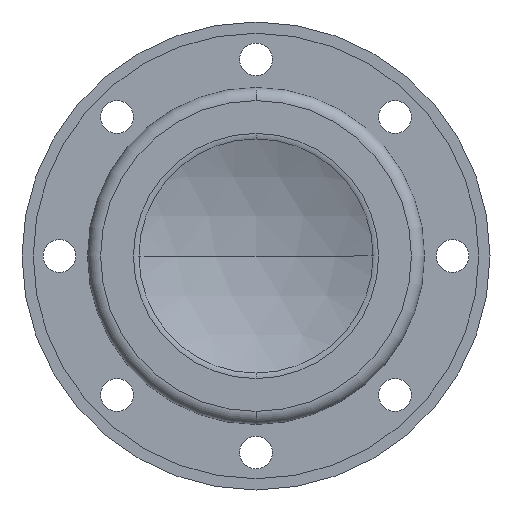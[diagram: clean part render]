
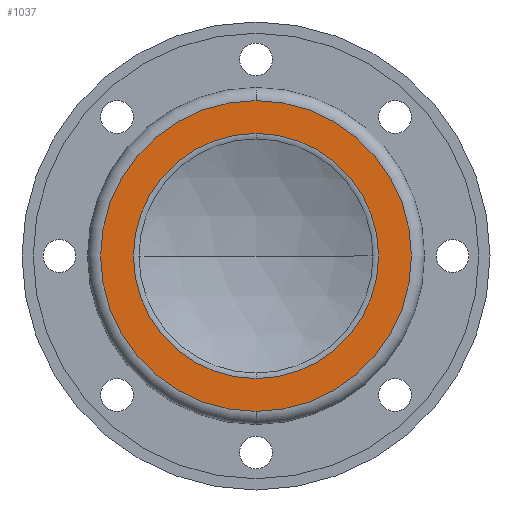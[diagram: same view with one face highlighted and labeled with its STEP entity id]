
A CAD part, front view. The second image highlights one B-rep face of the part: STEP entity #1037.
In plain terms, the highlighted planar face has unit normal (0, -1, 0).
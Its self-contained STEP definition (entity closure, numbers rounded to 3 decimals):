
#69 = AXIS2_PLACEMENT_3D ( 'NONE', #884, #781, #1199 ) ;
#75 = VERTEX_POINT ( 'NONE', #850 ) ;
#118 = CIRCLE ( 'NONE', #304, 83. ) ;
#217 = EDGE_CURVE ( 'NONE', #795, #75, #118, .T. ) ;
#304 = AXIS2_PLACEMENT_3D ( 'NONE', #486, #1178, #579 ) ;
#317 = CIRCLE ( 'NONE', #69, 65.465 ) ;
#386 = EDGE_CURVE ( 'NONE', #75, #795, #1140, .T. ) ;
#418 = DIRECTION ( 'NONE',  ( 0., 0., 1. ) ) ;
#471 = ORIENTED_EDGE ( 'NONE', *, *, #386, .F. ) ;
#486 = CARTESIAN_POINT ( 'NONE',  ( 0., 0., 0. ) ) ;
#510 = PLANE ( 'NONE',  #689 ) ;
#520 = CARTESIAN_POINT ( 'NONE',  ( -65.465, 0., 0. ) ) ;
#551 = CARTESIAN_POINT ( 'NONE',  ( 0., 0., -83. ) ) ;
#579 = DIRECTION ( 'NONE',  ( 0., 0., 1. ) ) ;
#625 = DIRECTION ( 'NONE',  ( 0., 1., 0. ) ) ;
#635 = CARTESIAN_POINT ( 'NONE',  ( 0., 0., -65.465 ) ) ;
#636 = VERTEX_POINT ( 'NONE', #1102 ) ;
#677 = CIRCLE ( 'NONE', #1153, 65.465 ) ;
#686 = AXIS2_PLACEMENT_3D ( 'NONE', #1020, #625, #418 ) ;
#689 = AXIS2_PLACEMENT_3D ( 'NONE', #520, #917, #1341 ) ;
#719 = FACE_BOUND ( 'NONE', #1158, .T. ) ;
#724 = FACE_OUTER_BOUND ( 'NONE', #925, .T. ) ;
#781 = DIRECTION ( 'NONE',  ( 0., 1., 0. ) ) ;
#786 = DIRECTION ( 'NONE',  ( 0., 0., 1. ) ) ;
#795 = VERTEX_POINT ( 'NONE', #551 ) ;
#850 = CARTESIAN_POINT ( 'NONE',  ( 0., 0., 83. ) ) ;
#884 = CARTESIAN_POINT ( 'NONE',  ( 0., 0., 0. ) ) ;
#908 = EDGE_CURVE ( 'NONE', #976, #636, #317, .T. ) ;
#917 = DIRECTION ( 'NONE',  ( 0., -1., 0. ) ) ;
#925 = EDGE_LOOP ( 'NONE', ( #471, #1245 ) ) ;
#976 = VERTEX_POINT ( 'NONE', #635 ) ;
#985 = CARTESIAN_POINT ( 'NONE',  ( 0., 0., 0. ) ) ;
#1020 = CARTESIAN_POINT ( 'NONE',  ( 0., 0., 0. ) ) ;
#1037 = ADVANCED_FACE ( 'NONE', ( #719, #724 ), #510, .T. ) ;
#1102 = CARTESIAN_POINT ( 'NONE',  ( 0., 0., 65.465 ) ) ;
#1140 = CIRCLE ( 'NONE', #686, 83. ) ;
#1153 = AXIS2_PLACEMENT_3D ( 'NONE', #985, #1305, #786 ) ;
#1158 = EDGE_LOOP ( 'NONE', ( #1325, #1301 ) ) ;
#1178 = DIRECTION ( 'NONE',  ( 0., 1., 0. ) ) ;
#1199 = DIRECTION ( 'NONE',  ( 0., 0., 1. ) ) ;
#1245 = ORIENTED_EDGE ( 'NONE', *, *, #217, .F. ) ;
#1301 = ORIENTED_EDGE ( 'NONE', *, *, #908, .T. ) ;
#1305 = DIRECTION ( 'NONE',  ( 0., 1., 0. ) ) ;
#1319 = EDGE_CURVE ( 'NONE', #636, #976, #677, .T. ) ;
#1325 = ORIENTED_EDGE ( 'NONE', *, *, #1319, .T. ) ;
#1341 = DIRECTION ( 'NONE',  ( 0., 0., -1. ) ) ;
